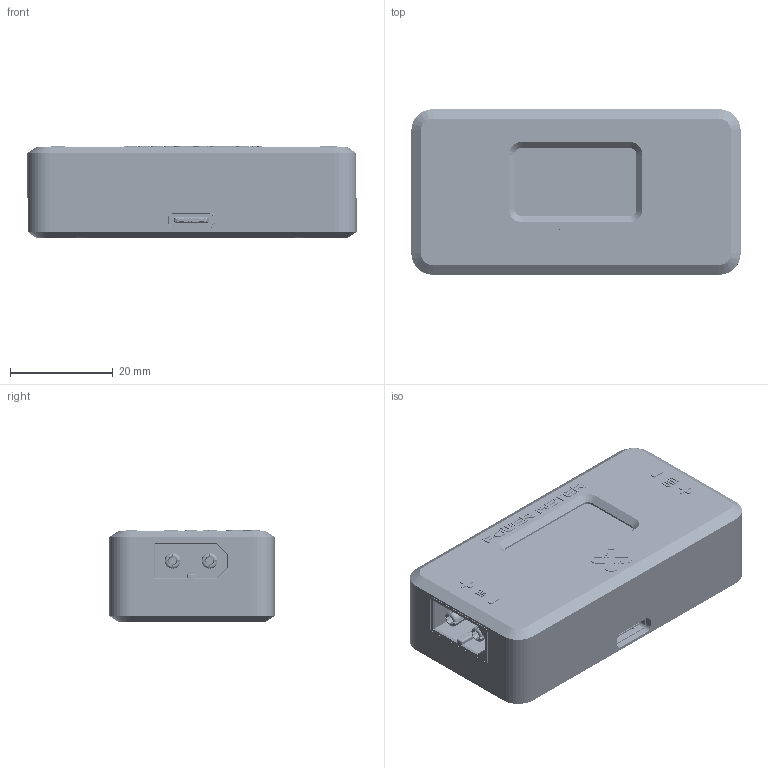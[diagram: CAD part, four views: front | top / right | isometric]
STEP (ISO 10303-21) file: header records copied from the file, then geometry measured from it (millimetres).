
FILE_DESCRIPTION(/* description */ (''),/* implementation_level */ '2;1');
FILE_NAME(/* name */ 'Ameter v2 v5.step',/* time_stamp */ '2025-08-26T12:19:30+05:30',/* author */ (''),/* organization */ (''),/* preprocessor_version */ 'ST-DEVELOPER v20.1',/* originating_system */ 'Autodesk Translation Framework v14.10.0.0',/* authorisation */ '');
FILE_SCHEMA (('AUTOMOTIVE_DESIGN { 1 0 10303 214 3 1 1 }'));
Products named in the file (36): Ameter v2; oled 0.98 v1; EasyEDA PCB Model~vQf6; Board~vQf6; TopSilkscreen~vQf6; BottomSilkscreen~vQf6; C1~C0603~C0603_L1.6-W0.8-H0.8~vQf6; R1~R0603~R0603~vQf6; U3~TO-252-2_L6.5-W6.1-P4.58-LS10.0-TL~TO-252-2_L6.5-W6.1-H2.3-LS10.0-
P4.58~vQf6; TO-252-2_L6.5-W6.1-P4.58-LS10.0-TL~TO-252-2_L6.5-W6.1-H2.3-LS10.0-P4.
58~vQf6; U2~MSOP-10_L3.0-W3.0-P0.50-LS5.0-BL~MSOP-10_L3.0-W3.0-H1.1-LS5.0-P0.5
0~vQf6; MSOP-10_L3.0-W3.0-P0.50-LS5.0-BL~MSOP-10_L3.0-W3.0-H1.1-LS5.0-P0.50~v
Qf6; R4~R2512~R2512_L6.3-W3.2-H0.6~vQf6; R2512~R2512_L6.3-W3.2-H0.6~vQf6; CN2~CONN-TH_XT60PW-M~CONN-TH_XT60PW-M~vQf6; CONN-TH_XT60PW-M~CONN-TH_XT60PW-M~vQf6; CN1~CONN-TH_XT60PW-M~CONN-TH_XT60PW-M~vQf6; CONN-TH_XT60PW-M~CONN-TH_XT60PW-M~vQf6_1; U1~XIAOESP23C3~COMM-SMD_SEEEDUINOXIAO~vQf6; XIAOESP23C3~COMM-SMD_SEEEDUINOXIAO~vQf6; XIAOESP23C3~COMM-SMD_SEEEDUINOXIAO~vQf6_1; XIAOESP23C3~COMM-SMD_SEEEDUINOXIAO~vQf6_2; XIAOESP23C3~COMM-SMD_SEEEDUINOXIAO~vQf6_3; XIAOESP23C3~COMM-SMD_SEEEDUINOXIAO~vQf6_4; XIAOESP23C3~COMM-SMD_SEEEDUINOXIAO~vQf6_5; C1~C0603~C0603_L1.6-W0.8-H0.8~vQf6_1; C1~C0603~C0603_L1.6-W0.8-H0.8~vQf6_2; C0603~C0603_L1.6-W0.8-H0.8~vQf6; R1~R0603~R0603~vQf6_1; R1~R0603~R0603~vQf6_2; R1~R0603~R0603~vQf6_3; R1~R0603~R0603~vQf6_4; R0603~R0603~vQf6; Component30; Component31; 97763A814_18-8 Stainless Steel Button Head Hex Drive Screws
Assembly tree (44 placements, depth 4):
  Ameter v2
    oled 0.98 v1
    EasyEDA PCB Model~vQf6
      Board~vQf6
      TopSilkscreen~vQf6
      BottomSilkscreen~vQf6
      C1~C0603~C0603_L1.6-W0.8-H0.8~vQf6
        C0603~C0603_L1.6-W0.8-H0.8~vQf6
      R1~R0603~R0603~vQf6
        R0603~R0603~vQf6
      U3~TO-252-2_L6.5-W6.1-P4.58-LS10.0-TL~TO-252-2_L6.5-W6.1-H2.3-LS10.0-
P4.58~vQf6
        TO-252-2_L6.5-W6.1-P4.58-LS10.0-TL~TO-252-2_L6.5-W6.1-H2.3-LS10.0-P4.
58~vQf6
      U2~MSOP-10_L3.0-W3.0-P0.50-LS5.0-BL~MSOP-10_L3.0-W3.0-H1.1-LS5.0-P0.5
0~vQf6
        MSOP-10_L3.0-W3.0-P0.50-LS5.0-BL~MSOP-10_L3.0-W3.0-H1.1-LS5.0-P0.50~v
Qf6
      R4~R2512~R2512_L6.3-W3.2-H0.6~vQf6
        R2512~R2512_L6.3-W3.2-H0.6~vQf6
      CN2~CONN-TH_XT60PW-M~CONN-TH_XT60PW-M~vQf6
        CONN-TH_XT60PW-M~CONN-TH_XT60PW-M~vQf6
      CN1~CONN-TH_XT60PW-M~CONN-TH_XT60PW-M~vQf6
        CONN-TH_XT60PW-M~CONN-TH_XT60PW-M~vQf6_1
      U1~XIAOESP23C3~COMM-SMD_SEEEDUINOXIAO~vQf6
        XIAOESP23C3~COMM-SMD_SEEEDUINOXIAO~vQf6
        XIAOESP23C3~COMM-SMD_SEEEDUINOXIAO~vQf6_1
        XIAOESP23C3~COMM-SMD_SEEEDUINOXIAO~vQf6_2
        XIAOESP23C3~COMM-SMD_SEEEDUINOXIAO~vQf6_3
        XIAOESP23C3~COMM-SMD_SEEEDUINOXIAO~vQf6_4
        XIAOESP23C3~COMM-SMD_SEEEDUINOXIAO~vQf6_5
      C1~C0603~C0603_L1.6-W0.8-H0.8~vQf6_1
        C0603~C0603_L1.6-W0.8-H0.8~vQf6
      C1~C0603~C0603_L1.6-W0.8-H0.8~vQf6_2
        C0603~C0603_L1.6-W0.8-H0.8~vQf6
      R1~R0603~R0603~vQf6_1
        R0603~R0603~vQf6
      R1~R0603~R0603~vQf6_2
        R0603~R0603~vQf6
      R1~R0603~R0603~vQf6_3
        R0603~R0603~vQf6
      R1~R0603~R0603~vQf6_4
        R0603~R0603~vQf6
    Component30
    Component31
    97763A814_18-8 Stainless Steel Button Head Hex Drive Screws  x4
Bounding box: 64.05 x 32.17 x 18.06 mm (x, y, z)
Volume: 18505.6 mm3; surface area: 24976.8 mm2
Topology: 99 solids, 153 shells, 6518 faces, 21353 edges, 15398 vertices
Faces by surface type: plane 4113, bspline 1505, cylinder 714, cone 98, sphere 64, torus 24
Full cylindrical faces by diameter (mm): 0.303 x1, 0.45 x2, 0.8 x8, 1 x22, 2.2 x4, 2.35 x72, 2.5 x4, 2.6 x4, 2.664 x4, 2.9 x4, 3 x84, 5.7 x4, 6.212 x4
Entity records: 195111 total; most frequent: CARTESIAN_POINT 57310, ORIENTED_EDGE 28206, DIRECTION 24046, EDGE_CURVE 16109, LINE 12678, VECTOR 12678, VERTEX_POINT 11987, AXIS2_PLACEMENT_3D 5684
